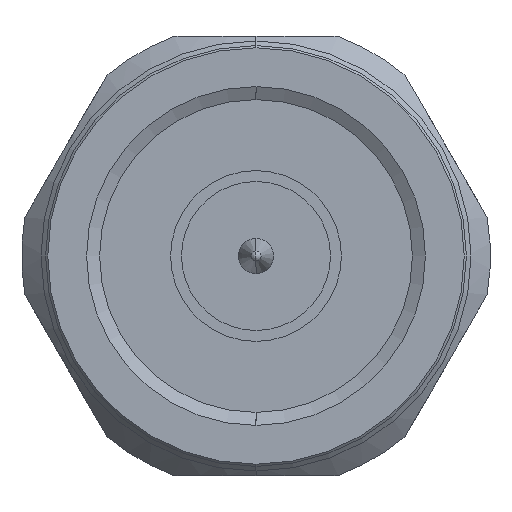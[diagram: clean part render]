
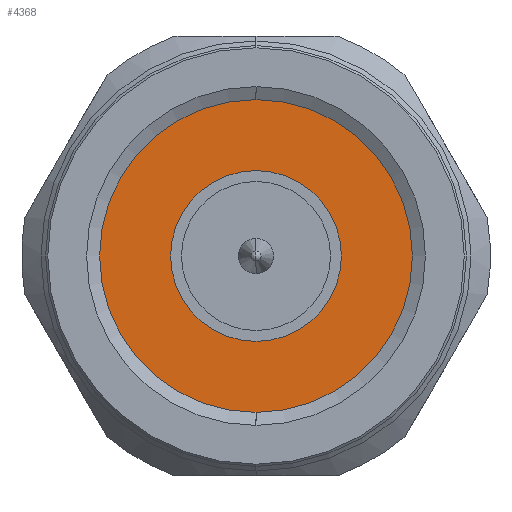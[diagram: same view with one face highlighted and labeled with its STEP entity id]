
A CAD part, left-side view. The second image highlights one B-rep face of the part: STEP entity #4368.
In plain terms, the highlighted planar face has unit normal (-1, 0, 0).
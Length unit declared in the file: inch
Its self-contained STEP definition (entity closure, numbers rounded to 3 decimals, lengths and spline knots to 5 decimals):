
#487 = FACE_BOUND ( 'NONE', #1900, .T. ) ;
#712 = AXIS2_PLACEMENT_3D ( 'NONE', #5723, #7732, #5800 ) ;
#1013 = ORIENTED_EDGE ( 'NONE', *, *, #4167, .T. ) ;
#1102 = ORIENTED_EDGE ( 'NONE', *, *, #5819, .F. ) ;
#1154 = CIRCLE ( 'NONE', #7708, 0.34395 ) ;
#1454 = CARTESIAN_POINT ( 'NONE',  ( 0.41653, 0., 0. ) ) ;
#1526 = VERTEX_POINT ( 'NONE', #6167 ) ;
#1763 = DIRECTION ( 'NONE',  ( 0., 0., -1. ) ) ;
#1835 = VERTEX_POINT ( 'NONE', #6634 ) ;
#1900 = EDGE_LOOP ( 'NONE', ( #3294, #1102 ) ) ;
#1971 = EDGE_CURVE ( 'NONE', #1526, #2744, #4704, .T. ) ;
#2663 = CIRCLE ( 'NONE', #712, 0.15748 ) ;
#2744 = VERTEX_POINT ( 'NONE', #7848 ) ;
#2942 = FACE_OUTER_BOUND ( 'NONE', #7842, .T. ) ;
#3138 = AXIS2_PLACEMENT_3D ( 'NONE', #6736, #7487, #1763 ) ;
#3294 = ORIENTED_EDGE ( 'NONE', *, *, #3592, .F. ) ;
#3517 = DIRECTION ( 'NONE',  ( -1., 0., 0. ) ) ;
#3592 = EDGE_CURVE ( 'NONE', #1835, #6179, #7458, .T. ) ;
#3787 = DIRECTION ( 'NONE',  ( -1., 0., 0. ) ) ;
#3959 = DIRECTION ( 'NONE',  ( 0., 0., 1. ) ) ;
#4167 = EDGE_CURVE ( 'NONE', #2744, #1526, #1154, .T. ) ;
#4362 = DIRECTION ( 'NONE',  ( 0., 0., 1. ) ) ;
#4368 = ADVANCED_FACE ( 'NONE', ( #487, #2942 ), #7921, .F. ) ;
#4650 = ORIENTED_EDGE ( 'NONE', *, *, #1971, .T. ) ;
#4704 = CIRCLE ( 'NONE', #6815, 0.34395 ) ;
#5068 = CARTESIAN_POINT ( 'NONE',  ( 0.41653, 0., 0. ) ) ;
#5161 = DIRECTION ( 'NONE',  ( -1., 0., 0. ) ) ;
#5176 = CARTESIAN_POINT ( 'NONE',  ( 0.41653, 0., -0.15748 ) ) ;
#5375 = CARTESIAN_POINT ( 'NONE',  ( 0.41653, 0., 0. ) ) ;
#5723 = CARTESIAN_POINT ( 'NONE',  ( 0.41653, 0., 0. ) ) ;
#5800 = DIRECTION ( 'NONE',  ( 0., 0., 1. ) ) ;
#5819 = EDGE_CURVE ( 'NONE', #6179, #1835, #2663, .T. ) ;
#6167 = CARTESIAN_POINT ( 'NONE',  ( 0.41653, 0., 0.34395 ) ) ;
#6179 = VERTEX_POINT ( 'NONE', #5176 ) ;
#6634 = CARTESIAN_POINT ( 'NONE',  ( 0.41653, 0., 0.15748 ) ) ;
#6736 = CARTESIAN_POINT ( 'NONE',  ( 0.41653, 0.34395, 0. ) ) ;
#6799 = AXIS2_PLACEMENT_3D ( 'NONE', #5375, #3517, #4362 ) ;
#6815 = AXIS2_PLACEMENT_3D ( 'NONE', #1454, #5161, #3959 ) ;
#7458 = CIRCLE ( 'NONE', #6799, 0.15748 ) ;
#7487 = DIRECTION ( 'NONE',  ( 1., 0., 0. ) ) ;
#7568 = DIRECTION ( 'NONE',  ( 0., 0., 1. ) ) ;
#7708 = AXIS2_PLACEMENT_3D ( 'NONE', #5068, #3787, #7568 ) ;
#7732 = DIRECTION ( 'NONE',  ( -1., 0., 0. ) ) ;
#7842 = EDGE_LOOP ( 'NONE', ( #4650, #1013 ) ) ;
#7848 = CARTESIAN_POINT ( 'NONE',  ( 0.41653, 0., -0.34395 ) ) ;
#7921 = PLANE ( 'NONE',  #3138 ) ;
